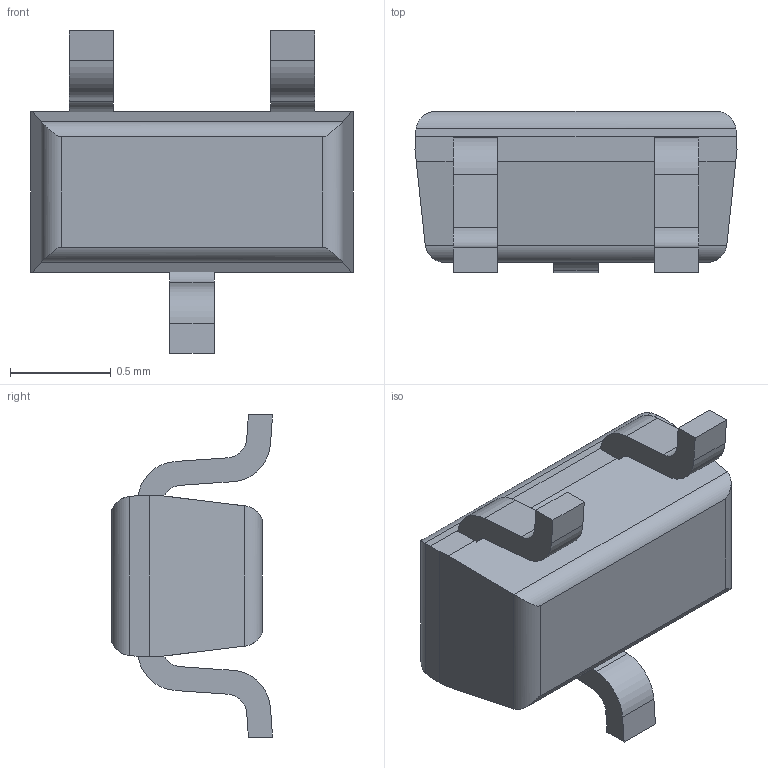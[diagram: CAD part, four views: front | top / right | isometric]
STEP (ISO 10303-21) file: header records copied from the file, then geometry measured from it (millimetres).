
FILE_DESCRIPTION(('STEP AP214'),'1');
FILE_NAME('dmg1012t-7.stp','2020-04-09T08:55:50',('TraceParts'),('TraceParts S.A.'),'Spatial InterOp 3D',' ',' ');
FILE_SCHEMA(('AUTOMOTIVE_DESIGN { 1 0 10303 214 1 1 1 1 }'));
Length unit declared in the file: millimetre
Products named in the file (1): dmg1012t-7
Bounding box: 1.6 x 0.8 x 1.6 mm (x, y, z)
Volume: 0.9 mm3; surface area: 7 mm2
Topology: 1 solids, 1 shells, 56 faces, 159 edges, 106 vertices
Faces by surface type: plane 34, cylinder 22
Entity records: 2387 total; most frequent: CARTESIAN_POINT 442, ORIENTED_EDGE 318, DIRECTION 301, EDGE_CURVE 159, LINE 115, VECTOR 115, VERTEX_POINT 106, AXIS2_PLACEMENT_3D 93
